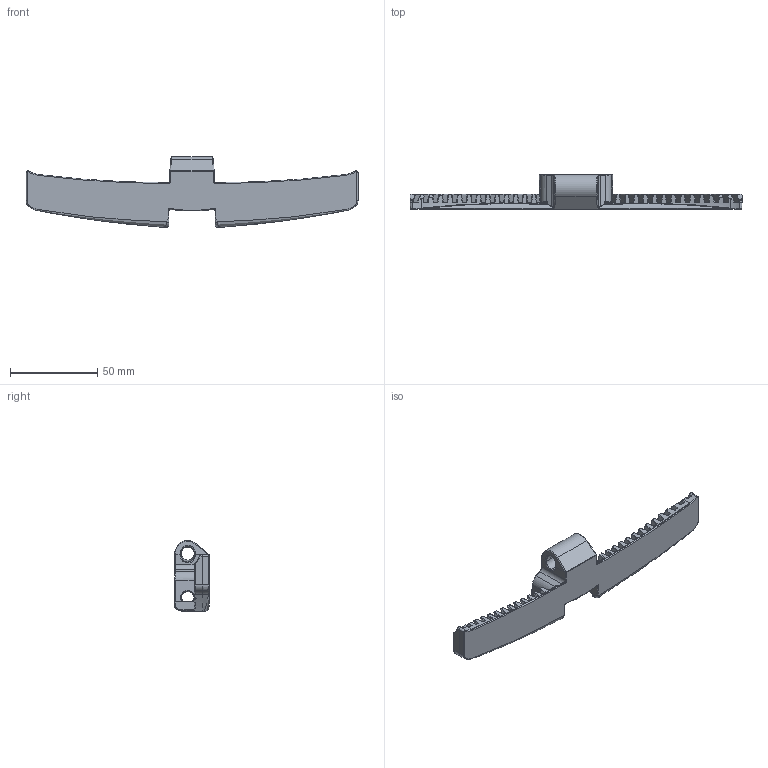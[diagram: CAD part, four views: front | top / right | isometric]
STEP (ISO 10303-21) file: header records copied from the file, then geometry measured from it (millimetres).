
FILE_DESCRIPTION((''),'2;1');
FILE_NAME('P1644','2024-05-23T08:59:18',('joakim.vodder'),(''),'CREO PARAMETRIC BY PTC INC, 2023134','CREO PARAMETRIC BY PTC INC, 2023134','');
FILE_SCHEMA(('AUTOMOTIVE_DESIGN { 1 0 10303 214 1 1 1 1 }'));
Products named in the file (1): P1644
Bounding box: 190.5 x 19.9 x 40.68 mm (x, y, z)
Volume: 33969 mm3; surface area: 19841.4 mm2
Topology: 1 solids, 1 shells, 1608 faces, 3980 edges, 2396 vertices
Faces by surface type: plane 631, cylinder 439, bspline 342, sphere 92, torus 85, cone 17, extrusion 2
Entity records: 83406 total; most frequent: CARTESIAN_POINT 36163, ORIENTED_EDGE 7956, DIRECTION 6489, PRESENTATION_STYLE_ASSIGNMENT 3979, STYLED_ITEM 3979, CURVE_STYLE 3978, EDGE_CURVE 3978, VERTEX_POINT 2396
